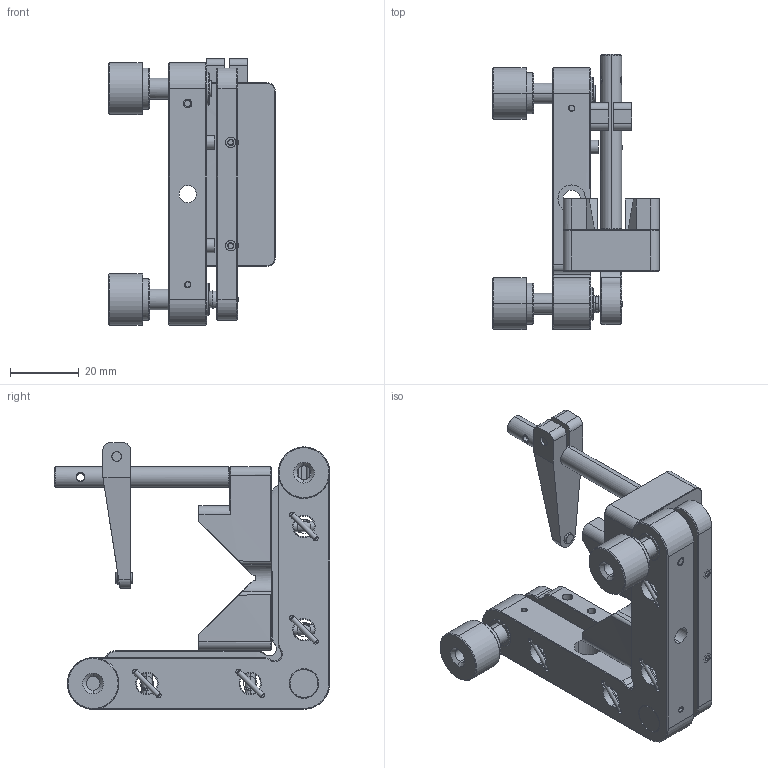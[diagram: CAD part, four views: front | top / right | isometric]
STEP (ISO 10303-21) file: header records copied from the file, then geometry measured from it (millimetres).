
FILE_DESCRIPTION (( 'STEP AP203' ), '1' );
FILE_NAME ('527951.STEP', '2021-05-18T01:14:31', ( '' ), ( '' ), 'SwSTEP 2.0', 'SolidWorks 2020', '' );
FILE_SCHEMA (( 'CONFIG_CONTROL_DESIGN' ));
Length unit declared in the file: millimetre
Products named in the file (1): 527951
Bounding box: 48.48 x 80 x 77.4 mm (x, y, z)
Surface area: 27351.8 mm2 (no closed solid volume)
Topology: 0 solids, 47 shells, 485 faces, 1323 edges, 870 vertices
Faces by surface type: plane 181, cylinder 154, bspline 101, cone 47, sphere 2
Entity records: 47362 total; most frequent: CARTESIAN_POINT 35792, ORIENTED_EDGE 2392, DIRECTION 2210, EDGE_CURVE 1306, VERTEX_POINT 875, AXIS2_PLACEMENT_3D 802, LINE 606, VECTOR 606
